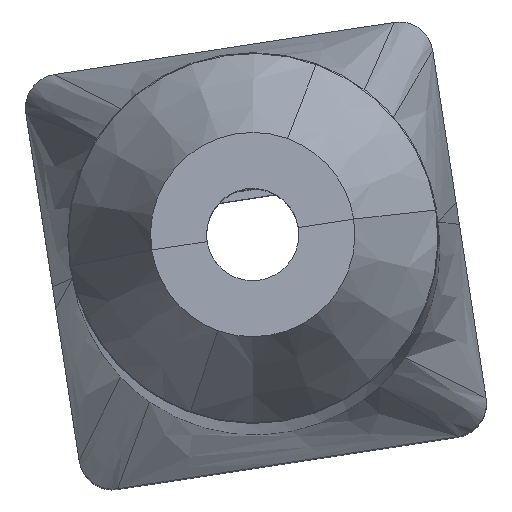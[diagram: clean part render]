
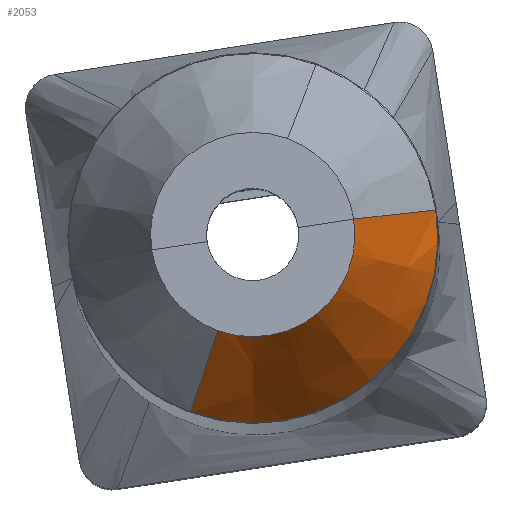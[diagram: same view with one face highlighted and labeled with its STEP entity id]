
A CAD part, left-side view. The second image highlights one B-rep face of the part: STEP entity #2053.
In plain terms, the highlighted conical face has half-angle 28.245 degrees and reference radius 5.532 mm.
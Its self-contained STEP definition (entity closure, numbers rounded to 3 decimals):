
#1129=CARTESIAN_POINT('Vertex',(-37.085,5.532,0.)) ;
#1132=CARTESIAN_POINT('Line Origine',(-32.888,7.787,0.)) ;
#1136=CARTESIAN_POINT('Vertex',(-28.69,10.042,0.)) ;
#1162=CARTESIAN_POINT('Axis2P3D Location',(-28.69,0.,0.)) ;
#1166=CARTESIAN_POINT('Vertex',(-28.69,-4.814,8.813)) ;
#2021=CARTESIAN_POINT('Vertex',(-37.085,-2.652,4.855)) ;
#2024=CARTESIAN_POINT('Axis2P3D Location',(-37.085,0.,0.)) ;
#2037=CARTESIAN_POINT('Axis2P3D Location',(-37.085,0.,0.)) ;
#2042=CARTESIAN_POINT('Line Origine',(440424.453,-113443.071,207656.149)) ;
#1133=DIRECTION('Vector Direction',(0.881,0.473,0.)) ;
#1163=DIRECTION('Axis2P3D Direction',(1.,0.,0.)) ;
#2025=DIRECTION('Axis2P3D Direction',(1.,0.,0.)) ;
#2038=DIRECTION('Axis2P3D Direction',(1.,0.,0.)) ;
#2039=DIRECTION('Axis2P3D XDirection',(0.,0.479,-0.878)) ;
#2043=DIRECTION('Vector Direction',(0.881,-0.227,0.415)) ;
#1164=AXIS2_PLACEMENT_3D('Circle Axis2P3D',#1162,#1163,$) ;
#2026=AXIS2_PLACEMENT_3D('Circle Axis2P3D',#2024,#2025,$) ;
#2040=AXIS2_PLACEMENT_3D('Cone Axis2P3D',#2037,#2038,#2039) ;
#2048=ORIENTED_EDGE('',*,*,#2028,.T.) ;
#2049=ORIENTED_EDGE('',*,*,#2046,.T.) ;
#2050=ORIENTED_EDGE('',*,*,#1168,.F.) ;
#2051=ORIENTED_EDGE('',*,*,#1138,.F.) ;
#1134=VECTOR('Line Direction',#1133,1.) ;
#2044=VECTOR('Line Direction',#2043,1.) ;
#2053=ADVANCED_FACE('PartBody',(#2052),#2041,.T.) ;
#1165=CIRCLE('generated circle',#1164,10.042) ;
#2027=CIRCLE('generated circle',#2026,5.532) ;
#2041=CONICAL_SURFACE('Cone',#2040,5.532,0.493) ;
#1138=EDGE_CURVE('',#1130,#1137,#1135,.T.) ;
#1168=EDGE_CURVE('',#1137,#1167,#1165,.T.) ;
#2028=EDGE_CURVE('',#1130,#2022,#2027,.T.) ;
#2046=EDGE_CURVE('',#2022,#1167,#2045,.T.) ;
#2047=EDGE_LOOP('',(#2048,#2049,#2050,#2051)) ;
#2052=FACE_OUTER_BOUND('',#2047,.T.) ;
#1135=LINE('Line',#1132,#1134) ;
#2045=LINE('Line',#2042,#2044) ;
#1130=VERTEX_POINT('',#1129) ;
#1137=VERTEX_POINT('',#1136) ;
#1167=VERTEX_POINT('',#1166) ;
#2022=VERTEX_POINT('',#2021) ;
